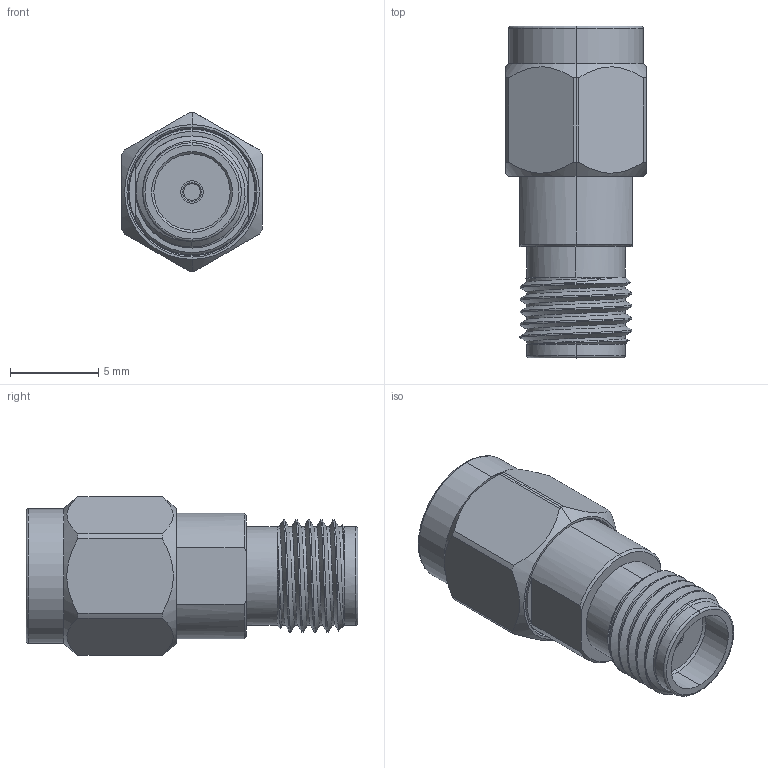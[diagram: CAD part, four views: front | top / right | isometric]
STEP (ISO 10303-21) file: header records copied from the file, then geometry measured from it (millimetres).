
FILE_DESCRIPTION (( 'STEP AP203' ), '1' );
FILE_NAME ('SM3328.step', '2018-11-02T17:02:38', ( '' ), ( '' ), 'SwSTEP 2.0', 'SolidWorks 2017', '' );
FILE_SCHEMA (( 'CONFIG_CONTROL_DESIGN' ));
Length unit declared in the file: inch
Products named in the file (1): SM3328
Bounding box: 7.94 x 18.8 x 8.99 mm (x, y, z)
Volume: 584.9 mm3; surface area: 829.1 mm2
Topology: 1 solids, 1 shells, 131 faces, 328 edges, 209 vertices
Faces by surface type: cylinder 52, plane 39, cone 30, bspline 6, torus 4
Entity records: 6132 total; most frequent: CARTESIAN_POINT 3072, ORIENTED_EDGE 656, DIRECTION 601, EDGE_CURVE 328, AXIS2_PLACEMENT_3D 241, VERTEX_POINT 209, EDGE_LOOP 141, FACE_OUTER_BOUND 131
